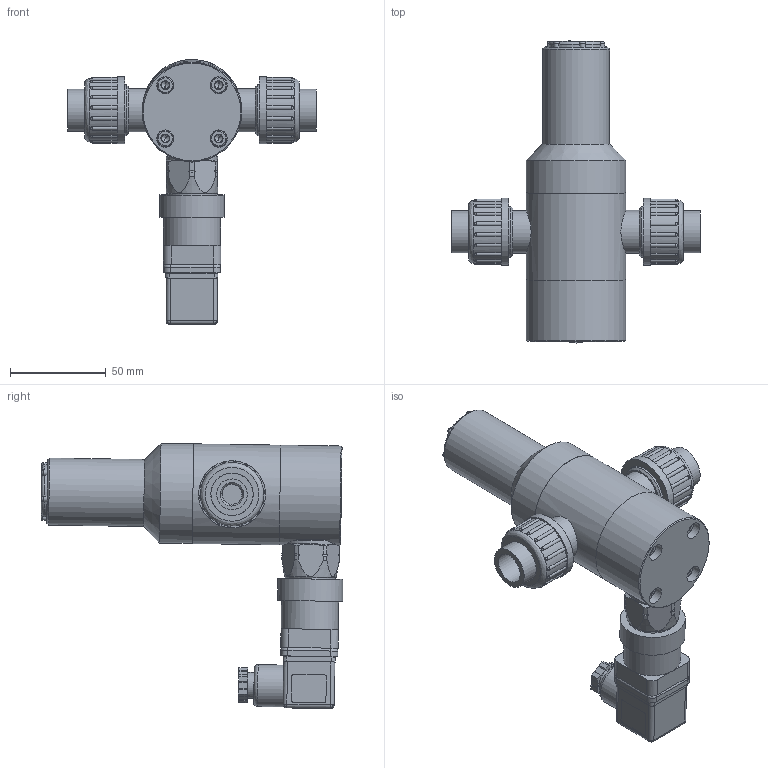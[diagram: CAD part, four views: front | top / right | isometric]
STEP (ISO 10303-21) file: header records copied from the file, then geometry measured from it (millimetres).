
FILE_DESCRIPTION (( 'STEP AP214' ), '1' );
FILE_NAME ('16-1162-0X-DIN.step', '2019-11-05T09:06:59', ( '' ), ( '' ), 'SwSTEP 2.0', 'SolidWorks 2020', '' );
FILE_SCHEMA (( 'AUTOMOTIVE_DESIGN' ));
Length unit declared in the file: millimetre
Products named in the file (17): housing top; 16mm union stub; PVC Bonnet all size_20mm GFPP; Part1; lower housing; Small; Vis inox 304 TC HC 5x30.STEP; 723690005; 16mm Cap; 16-1162-0X-DIN; 16 - 20 PS housing - no switch; NC; 16mm switch body PS-05-827 - PVC; screw; 723600105; small 1; DIN NEW - 2
Assembly tree (22 placements, depth 3):
  16-1162-0X-DIN
    PVC Bonnet all size_20mm GFPP
    16mm Cap
    723600105  x2
    723690005  x2
    Vis inox 304 TC HC 5x30.STEP  x4
    16 - 20 PS housing - no switch
      Part1
    16mm switch body PS-05-827 - PVC
    16mm union stub  x2
    DIN NEW - 2
      housing top
      lower housing
      NC
      Small
      small 1
      screw
Bounding box: 129.8 x 157.45 x 138.24 mm (x, y, z)
Volume: 368263.4 mm3; surface area: 91615.4 mm2
Topology: 20 solids, 20 shells, 577 faces, 1422 edges, 906 vertices
Faces by surface type: plane 216, cylinder 177, cone 77, bspline 54, torus 53
Full cylindrical faces by diameter (mm): 5.2 x1, 6.9 x2, 9 x4, 10 x1, 10.4 x3, 10.5 x3, 13.6 x3, 13.86 x1, 15.2 x1, 15.4 x1, 16 x2, 20.2 x2, 21.8 x1, 22 x2, 22.1 x2, 22.5 x4, 24 x4, 25.912 x2, 26.441 x2, 26.9 x1, 27 x2, 29.8 x1, 33 x2, 34 x1, 35 x3, 38 x1, 52 x3
Entity records: 18005 total; most frequent: CARTESIAN_POINT 8328, DIRECTION 1802, ORIENTED_EDGE 1716, EDGE_CURVE 858, AXIS2_PLACEMENT_3D 724, VERTEX_POINT 589, EDGE_LOOP 499, FACE_OUTER_BOUND 444
